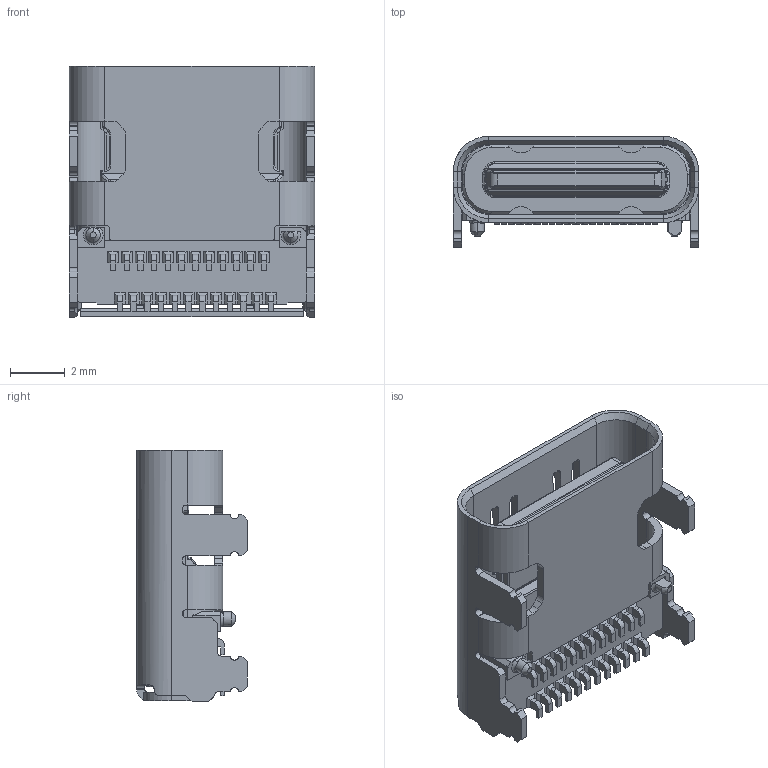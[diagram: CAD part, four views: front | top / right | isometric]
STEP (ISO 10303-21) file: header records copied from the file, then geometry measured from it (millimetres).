
FILE_DESCRIPTION (( 'STEP AP203' ), '1' );
FILE_NAME ('K3D-DX07S024JAA-V1_JAE_Proprietary.step', '2020-07-15T02:28:05', ( '' ), ( '' ), 'SwSTEP 2.0', 'SolidWorks 2018', '' );
FILE_SCHEMA (( 'CONFIG_CONTROL_DESIGN' ));
Length unit declared in the file: millimetre
Products named in the file (1): K3D-DX07S024JAA-V1_JAE_Proprietary
Bounding box: 8.94 x 4.04 x 9.17 mm (x, y, z)
Volume: 137.7 mm3; surface area: 483.2 mm2
Topology: 1 solids, 1 shells, 774 faces, 2056 edges, 1276 vertices
Faces by surface type: plane 493, cylinder 171, bspline 48, torus 28, cone 26, sphere 8
Entity records: 24636 total; most frequent: CARTESIAN_POINT 5645, ORIENTED_EDGE 4080, DIRECTION 3793, EDGE_CURVE 2040, VECTOR 1467, LINE 1467, VERTEX_POINT 1276, AXIS2_PLACEMENT_3D 1163
